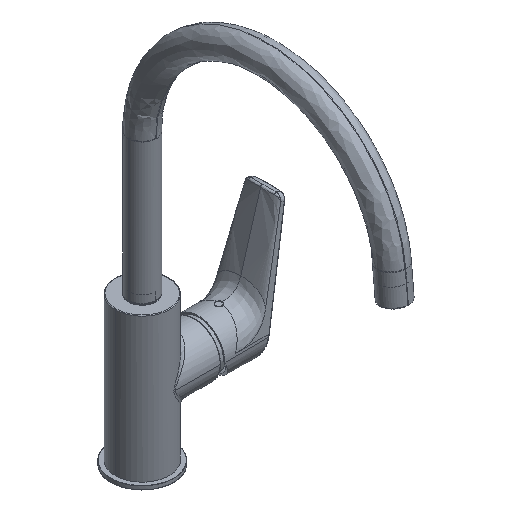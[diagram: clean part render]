
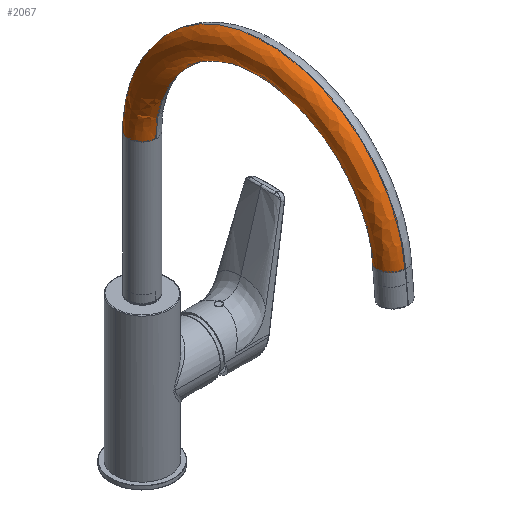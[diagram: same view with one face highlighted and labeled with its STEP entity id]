
A CAD part, isometric view. The second image highlights one B-rep face of the part: STEP entity #2067.
In plain terms, the highlighted free-form (B-spline) face has degree [3, 3] with [7, 4] control points.
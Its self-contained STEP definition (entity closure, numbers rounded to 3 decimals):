
#2067=ADVANCED_FACE('',(#4054),#32153,.T.);
#4054=FACE_OUTER_BOUND('',#6158,.T.);
#6158=EDGE_LOOP('',(#14191,#14192,#14193,#14194,#14195));
#14191=ORIENTED_EDGE('',*,*,#20674,.T.);
#14192=ORIENTED_EDGE('',*,*,#20657,.F.);
#14193=ORIENTED_EDGE('',*,*,#20663,.F.);
#14194=ORIENTED_EDGE('',*,*,#20673,.T.);
#14195=ORIENTED_EDGE('',*,*,#20667,.T.);
#20657=EDGE_CURVE('',#29529,#29520,#26771,.T.);
#20663=EDGE_CURVE('',#29519,#29529,#26776,.T.);
#20667=EDGE_CURVE('',#29518,#29517,#26780,.T.);
#20673=EDGE_CURVE('',#29519,#29518,#26784,.T.);
#20674=EDGE_CURVE('',#29517,#29520,#26785,.T.);
#26771=(
BOUNDED_CURVE()
B_SPLINE_CURVE(2,(#69648,#69649,#69650),.UNSPECIFIED.,.F.,.F.)
B_SPLINE_CURVE_WITH_KNOTS((3,3),(5.142,6.712),
 .UNSPECIFIED.)
CURVE()
GEOMETRIC_REPRESENTATION_ITEM()
RATIONAL_B_SPLINE_CURVE((1.,0.707,1.))
REPRESENTATION_ITEM('')
);
#26776=(
BOUNDED_CURVE()
B_SPLINE_CURVE(2,(#69669,#69670,#69671),.UNSPECIFIED.,.F.,.F.)
B_SPLINE_CURVE_WITH_KNOTS((3,3),(5.712,7.283),
 .UNSPECIFIED.)
CURVE()
GEOMETRIC_REPRESENTATION_ITEM()
RATIONAL_B_SPLINE_CURVE((1.,0.707,1.))
REPRESENTATION_ITEM('')
);
#26780=(
BOUNDED_CURVE()
B_SPLINE_CURVE(2,(#69683,#69684,#69685,#69686,#69687),.UNSPECIFIED.,.F.,
 .F.)
B_SPLINE_CURVE_WITH_KNOTS((3,2,3),(-3.142,-1.571,0.),
 .UNSPECIFIED.)
CURVE()
GEOMETRIC_REPRESENTATION_ITEM()
RATIONAL_B_SPLINE_CURVE((1.,0.707,1.,0.707,1.))
REPRESENTATION_ITEM('')
);
#26784=(
BOUNDED_CURVE()
B_SPLINE_CURVE(2,(#69707,#69708,#69709,#69710,#69711),.UNSPECIFIED.,.F.,
 .F.)
B_SPLINE_CURVE_WITH_KNOTS((3,2,3),(-10.821,-9.294,
-7.767),.UNSPECIFIED.)
CURVE()
GEOMETRIC_REPRESENTATION_ITEM()
RATIONAL_B_SPLINE_CURVE((1.,0.722,1.,0.722,1.))
REPRESENTATION_ITEM('')
);
#26785=(
BOUNDED_CURVE()
B_SPLINE_CURVE(2,(#69712,#69713,#69714,#69715,#69716),.UNSPECIFIED.,.F.,
 .F.)
B_SPLINE_CURVE_WITH_KNOTS((3,2,3),(-4.625,-3.098,
-1.571),.UNSPECIFIED.)
CURVE()
GEOMETRIC_REPRESENTATION_ITEM()
RATIONAL_B_SPLINE_CURVE((1.,0.722,1.,0.722,1.))
REPRESENTATION_ITEM('')
);
#29517=VERTEX_POINT('',#69593);
#29518=VERTEX_POINT('',#69594);
#29519=VERTEX_POINT('',#69595);
#29520=VERTEX_POINT('',#69596);
#29529=VERTEX_POINT('',#69605);
#32153=(
BOUNDED_SURFACE()
B_SPLINE_SURFACE(3,3,((#69494,#69495,#69496,#69497),(#69498,#69499,#69500,
#69501),(#69502,#69503,#69504,#69505),(#69506,#69507,#69508,#69509),(#69510,
#69511,#69512,#69513),(#69514,#69515,#69516,#69517),(#69518,#69519,#69520,
#69521)),.UNSPECIFIED.,.F.,.F.,.F.)
B_SPLINE_SURFACE_WITH_KNOTS((4,3,4),(4,4),(0.,0.5,1.),(0.,1.),
 .UNSPECIFIED.)
GEOMETRIC_REPRESENTATION_ITEM()
RATIONAL_B_SPLINE_SURFACE(((1.,0.362,0.362,1.),
(0.781,0.283,0.283,0.781),
(0.781,0.283,0.283,0.781),
(1.,0.362,0.362,1.),(0.781,0.283,
0.283,0.781),(0.781,0.283,
0.283,0.781),(1.,0.362,0.362,
1.)))
REPRESENTATION_ITEM('')
SURFACE()
);
#69494=CARTESIAN_POINT('',(1.098,10.945,230.162));
#69495=CARTESIAN_POINT('',(1.098,10.945,433.388));
#69496=CARTESIAN_POINT('',(1.098,-192.087,442.253));
#69497=CARTESIAN_POINT('',(1.098,-209.8,239.8));
#69498=CARTESIAN_POINT('',(-5.834,11.641,230.162));
#69499=CARTESIAN_POINT('',(-5.834,11.641,434.666));
#69500=CARTESIAN_POINT('',(-5.834,-192.669,443.587));
#69501=CARTESIAN_POINT('',(-5.834,-210.492,239.861));
#69502=CARTESIAN_POINT('',(-11.,6.967,230.162));
#69503=CARTESIAN_POINT('',(-11.,6.967,426.077));
#69504=CARTESIAN_POINT('',(-11.,-188.761,434.623));
#69505=CARTESIAN_POINT('',(-11.,-205.836,239.453));
#69506=CARTESIAN_POINT('',(-11.,0.,230.162));
#69507=CARTESIAN_POINT('',(-11.,0.,413.274));
#69508=CARTESIAN_POINT('',(-11.,-182.937,421.261));
#69509=CARTESIAN_POINT('',(-11.,-198.896,238.846));
#69510=CARTESIAN_POINT('',(-11.,-6.967,230.162));
#69511=CARTESIAN_POINT('',(-11.,-6.967,400.47));
#69512=CARTESIAN_POINT('',(-11.,-177.113,407.899));
#69513=CARTESIAN_POINT('',(-11.,-191.956,238.239));
#69514=CARTESIAN_POINT('',(-5.834,-11.641,230.162));
#69515=CARTESIAN_POINT('',(-5.834,-11.641,391.881));
#69516=CARTESIAN_POINT('',(-5.834,-173.205,398.935));
#69517=CARTESIAN_POINT('',(-5.834,-187.3,237.832));
#69518=CARTESIAN_POINT('',(1.098,-10.945,230.162));
#69519=CARTESIAN_POINT('',(1.098,-10.945,393.159));
#69520=CARTESIAN_POINT('',(1.098,-173.787,400.269));
#69521=CARTESIAN_POINT('',(1.098,-187.993,237.892));
#69593=CARTESIAN_POINT('',(0.,-209.854,239.805));
#69594=CARTESIAN_POINT('',(0.,-187.938,237.888));
#69595=CARTESIAN_POINT('',(0.,-11.,230.162));
#69596=CARTESIAN_POINT('',(0.,11.,230.162));
#69605=CARTESIAN_POINT('',(-11.,0.,230.162));
#69648=CARTESIAN_POINT('',(-11.,0.,230.162));
#69649=CARTESIAN_POINT('',(-11.,11.,230.162));
#69650=CARTESIAN_POINT('',(0.,11.,230.162));
#69669=CARTESIAN_POINT('',(0.,-11.,230.162));
#69670=CARTESIAN_POINT('',(-11.,-11.,230.162));
#69671=CARTESIAN_POINT('',(-11.,0.,230.162));
#69683=CARTESIAN_POINT('',(0.,-187.938,237.888));
#69684=CARTESIAN_POINT('',(-11.,-187.938,237.888));
#69685=CARTESIAN_POINT('',(-11.,-198.896,238.846));
#69686=CARTESIAN_POINT('',(-11.,-209.854,239.805));
#69687=CARTESIAN_POINT('',(0.,-209.854,239.805));
#69707=CARTESIAN_POINT('',(0.,-11.,230.162));
#69708=CARTESIAN_POINT('',(0.,-11.,315.014));
#69709=CARTESIAN_POINT('',(0.,-95.771,318.716));
#69710=CARTESIAN_POINT('',(0.,-180.543,322.417));
#69711=CARTESIAN_POINT('',(0.,-187.938,237.888));
#69712=CARTESIAN_POINT('',(0.,-209.854,239.805));
#69713=CARTESIAN_POINT('',(0.,-200.623,345.315));
#69714=CARTESIAN_POINT('',(0.,-94.812,340.695));
#69715=CARTESIAN_POINT('',(0.,11.,336.075));
#69716=CARTESIAN_POINT('',(0.,11.,230.162));
